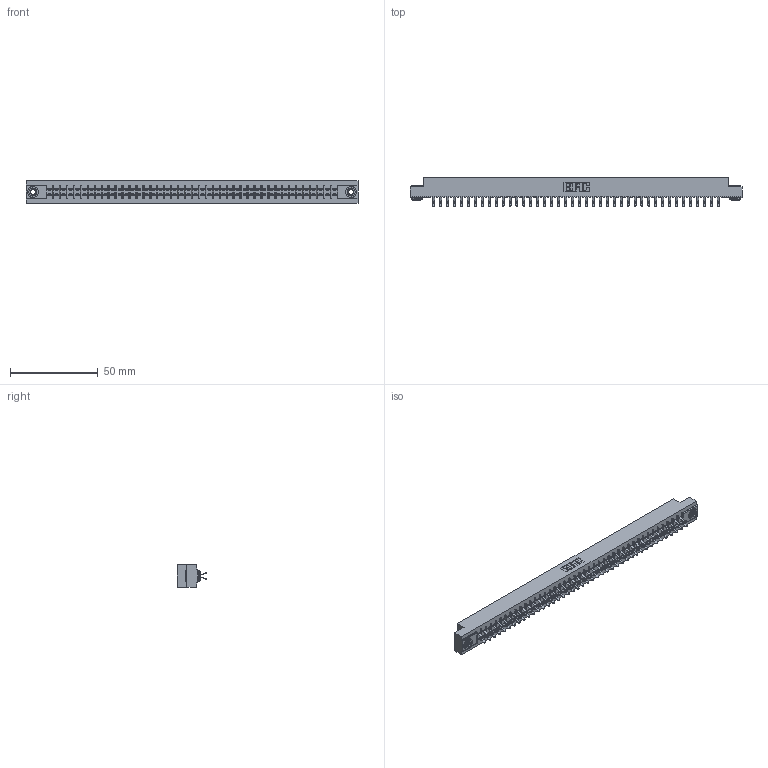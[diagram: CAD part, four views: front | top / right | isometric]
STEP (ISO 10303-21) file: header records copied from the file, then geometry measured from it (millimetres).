
FILE_DESCRIPTION (( 'STEP AP203' ), '1' );
FILE_NAME ('315-084-556-203.STEP', '2019-09-11T00:03:36', ( '' ), ( '' ), 'SwSTEP 2.0', 'SolidWorks 2016', '' );
FILE_SCHEMA (( 'CONFIG_CONTROL_DESIGN' ));
Length unit declared in the file: inch
Products named in the file (4): 305-290-001_556; 305 Part_.156 Dia; 345-250-002_345-250-002-102; 315-084-556-203
Assembly tree (87 placements, depth 2):
  315-084-556-203
    305 Part_.156 Dia
    305-290-001_556  x84
    345-250-002_345-250-002-102  x2
Bounding box: 189.43 x 16.64 x 12.7 mm (x, y, z)
Volume: 19752.2 mm3; surface area: 25404.3 mm2
Topology: 87 solids, 87 shells, 4872 faces, 13994 edges, 9100 vertices
Faces by surface type: plane 2696, cylinder 2000, sphere 168, cone 8
Entity records: 46762 total; most frequent: CARTESIAN_POINT 7721, ORIENTED_EDGE 7656, DIRECTION 7488, EDGE_CURVE 3828, VECTOR 3082, LINE 3082, VERTEX_POINT 2436, AXIS2_PLACEMENT_3D 2203
